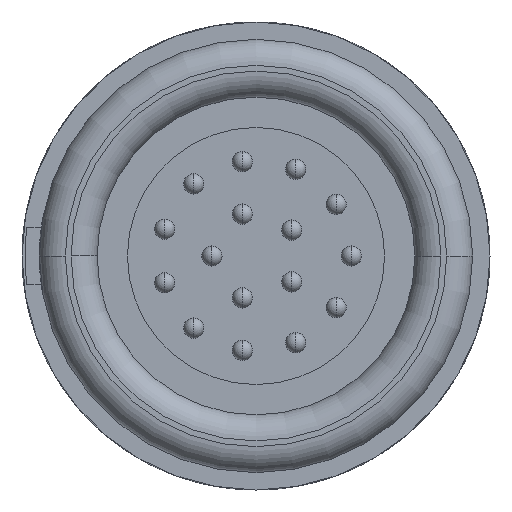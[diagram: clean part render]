
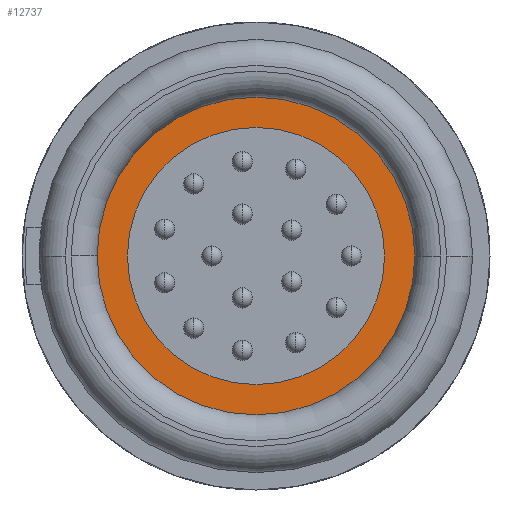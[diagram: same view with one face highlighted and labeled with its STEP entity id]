
A CAD part, left-side view. The second image highlights one B-rep face of the part: STEP entity #12737.
In plain terms, the highlighted planar face has unit normal (-1, 0, 0).
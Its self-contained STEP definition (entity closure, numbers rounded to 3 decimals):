
#2191=CARTESIAN_POINT('',(-12.35,0.,0.));
#2192=DIRECTION('',(-1.,0.,0.));
#2193=DIRECTION('',(0.,1.,0.));
#2194=AXIS2_PLACEMENT_3D('',#2191,#2192,#2193);
#2205=CARTESIAN_POINT('',(-12.35,0.,0.));
#2206=DIRECTION('',(1.,0.,0.));
#2207=DIRECTION('',(0.,1.,0.));
#2208=AXIS2_PLACEMENT_3D('',#2205,#2206,#2207);
#5903=CARTESIAN_POINT('',(-12.35,0.,0.));
#5904=DIRECTION('',(-1.,0.,0.));
#5905=DIRECTION('',(0.,1.,0.));
#5906=AXIS2_PLACEMENT_3D('',#5903,#5904,#5905);
#5908=CARTESIAN_POINT('',(-12.35,0.,0.));
#5909=DIRECTION('',(1.,0.,0.));
#5910=DIRECTION('',(0.,1.,0.));
#5911=AXIS2_PLACEMENT_3D('',#5908,#5909,#5910);
#6800=CARTESIAN_POINT('',(-12.35,5.5,0.));
#6801=CARTESIAN_POINT('',(-12.35,-5.5,0.));
#6802=VERTEX_POINT('',#6800);
#6803=VERTEX_POINT('',#6801);
#6804=CARTESIAN_POINT('',(-12.35,4.45,0.));
#6805=CARTESIAN_POINT('',(-12.35,-4.45,0.));
#6806=VERTEX_POINT('',#6804);
#6807=VERTEX_POINT('',#6805);
#12722=CARTESIAN_POINT('',(-12.35,0.,0.));
#12723=DIRECTION('',(1.,0.,0.));
#12724=DIRECTION('',(0.,-1.,0.));
#12725=AXIS2_PLACEMENT_3D('',#12722,#12723,#12724);
#12726=PLANE('',#12725);
#12728=ORIENTED_EDGE('',*,*,#12727,.F.);
#12730=ORIENTED_EDGE('',*,*,#12729,.T.);
#12731=EDGE_LOOP('',(#12728,#12730));
#12732=FACE_OUTER_BOUND('',#12731,.F.);
#12733=ORIENTED_EDGE('',*,*,#8397,.F.);
#12734=ORIENTED_EDGE('',*,*,#8369,.T.);
#12735=EDGE_LOOP('',(#12733,#12734));
#12736=FACE_BOUND('',#12735,.F.);
#12737=ADVANCED_FACE('',(#12732,#12736),#12726,.F.);
#2195=CIRCLE('',#2194,4.45);
#2209=CIRCLE('',#2208,4.45);
#5907=CIRCLE('',#5906,5.5);
#5912=CIRCLE('',#5911,5.5);
#8369=EDGE_CURVE('',#6806,#6807,#2195,.T.);
#8397=EDGE_CURVE('',#6806,#6807,#2209,.T.);
#12727=EDGE_CURVE('',#6802,#6803,#5907,.T.);
#12729=EDGE_CURVE('',#6802,#6803,#5912,.T.);
